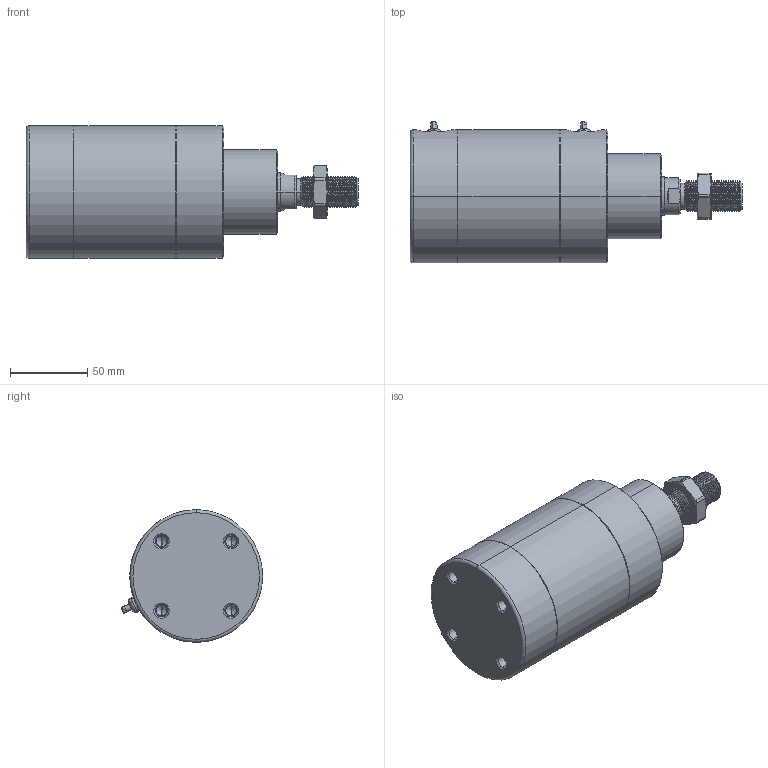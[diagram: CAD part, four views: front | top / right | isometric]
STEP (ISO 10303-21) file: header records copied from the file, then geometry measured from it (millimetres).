
FILE_DESCRIPTION (( 'STEP AP214' ), '1' );
FILE_NAME ('U080 0000 1320.STEP', '2021-05-05T10:47:34', ( '' ), ( '' ), 'SwSTEP 2.0', 'SolidWorks 2019', '' );
FILE_SCHEMA (( 'AUTOMOTIVE_DESIGN' ));
Length unit declared in the file: millimetre
Products named in the file (19): Bremsepakning_PP3040N3589; 9080-35-R_9080-35-66; 9040-01; Magnet_9380; Bremseskrue 63-125; 9080-36JB2; Oring_ORING 03,80 X 1,25; Leje_PAP2520P11; U080 0000 1320; Stempelstangsmøtrik_U1909030; 1080-13; Stempeltætning_E48068N3578; Bolt-DIN912_M14x45; Oring_ORING 75,92 X 1,78; 1080-20; 9041-01; Afstryger (32-125)_407288; 9025-34_9025-34-0
Assembly tree (25 placements, depth 3):
  U080 0000 1320
    1080-13
    1080-20
    9080-35-R_9080-35-66
    9025-34_9025-34-0
    Bremseskrue 63-125
      9040-01
      9041-01
      Oring_ORING 03,80 X 1,25
    Bremseskrue 63-125
      9040-01
      9041-01
      Oring_ORING 03,80 X 1,25
    Afstryger (32-125)_407288
    9080-36JB2  x2
    Leje_PAP2520P11
    Bremsepakning_PP3040N3589  x2
    Stempeltætning_E48068N3578  x2
    Oring_ORING 75,92 X 1,78  x2
    Magnet_9380
    Bolt-DIN912_M14x45
    Stempelstangsmøtrik_U1909030
Bounding box: 215 x 91.52 x 86 mm (x, y, z)
Volume: 778667.1 mm3; surface area: 213715.9 mm2
Topology: 23 solids, 23 shells, 750 faces, 1722 edges, 1064 vertices
Faces by surface type: cylinder 332, plane 180, cone 159, torus 70, bspline 9
Entity records: 28502 total; most frequent: CARTESIAN_POINT 14470, DIRECTION 2834, ORIENTED_EDGE 2764, EDGE_CURVE 1382, AXIS2_PLACEMENT_3D 1174, VERTEX_POINT 863, EDGE_LOOP 685, FACE_OUTER_BOUND 600
